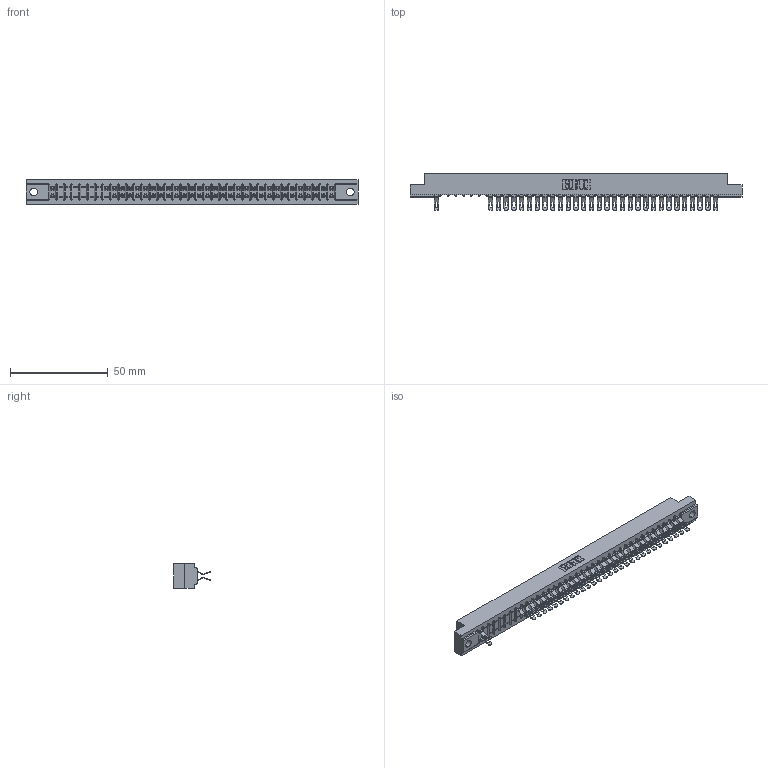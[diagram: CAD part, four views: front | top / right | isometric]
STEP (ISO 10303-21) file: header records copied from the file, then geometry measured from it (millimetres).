
FILE_DESCRIPTION (( 'STEP AP203' ), '1' );
FILE_NAME ('307-074-555-204.STEP', '2018-08-06T16:19:32', ( '' ), ( '' ), 'SwSTEP 2.0', 'SolidWorks 2016', '' );
FILE_SCHEMA (( 'CONFIG_CONTROL_DESIGN' ));
Length unit declared in the file: inch
Products named in the file (3): 307-290-001_555; 307-074-555-204; 307 Part_.156 Dia Mounting Holes
Assembly tree (62 placements, depth 2):
  307-074-555-204
    307 Part_.156 Dia Mounting Holes
    307-290-001_555  x61
Bounding box: 169.62 x 18.75 x 12.7 mm (x, y, z)
Volume: 17909.3 mm3; surface area: 21549 mm2
Topology: 62 solids, 62 shells, 4021 faces, 11816 edges, 7692 vertices
Faces by surface type: plane 2236, cylinder 1709, sphere 76
Entity records: 34059 total; most frequent: CARTESIAN_POINT 5638, ORIENTED_EDGE 5600, DIRECTION 5510, EDGE_CURVE 2800, VECTOR 2142, LINE 2142, VERTEX_POINT 1812, AXIS2_PLACEMENT_3D 1684
